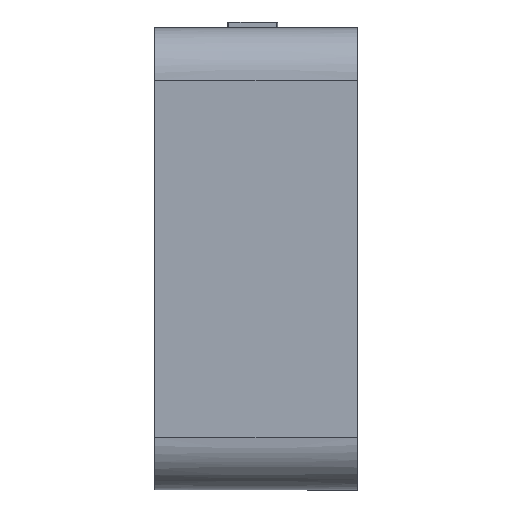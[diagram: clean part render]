
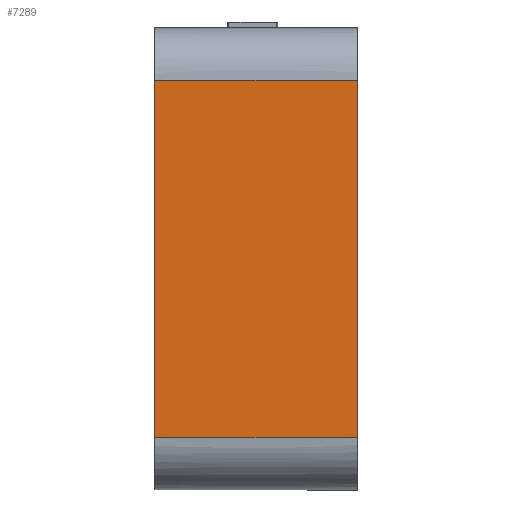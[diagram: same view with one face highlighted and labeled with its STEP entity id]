
A CAD part, left-side view. The second image highlights one B-rep face of the part: STEP entity #7289.
In plain terms, the highlighted planar face has unit normal (-1, 0, 0).
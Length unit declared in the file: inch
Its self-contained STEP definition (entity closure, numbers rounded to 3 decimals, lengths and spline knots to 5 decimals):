
#6256 = VERTEX_POINT ( 'NONE', #12419 ) ;
#6259 = EDGE_CURVE ( 'NONE', #6272, #6256, #12572, .T. ) ;
#6272 = VERTEX_POINT ( 'NONE', #12620 ) ;
#7271 = EDGE_CURVE ( 'NONE', #6272, #7295, #14832, .T. ) ;
#7285 = VERTEX_POINT ( 'NONE', #14900 ) ;
#7287 = EDGE_CURVE ( 'NONE', #6256, #7285, #14942, .T. ) ;
#7289 = ADVANCED_FACE ( 'NONE', ( #14938 ), #14937, .T. ) ;
#7290 = EDGE_LOOP ( 'NONE', ( #7291, #7292, #7293, #7296 ) ) ;
#7291 = ORIENTED_EDGE ( 'NONE', *, *, #6259, .T. ) ;
#7292 = ORIENTED_EDGE ( 'NONE', *, *, #7287, .T. ) ;
#7293 = ORIENTED_EDGE ( 'NONE', *, *, #7294, .T. ) ;
#7294 = EDGE_CURVE ( 'NONE', #7285, #7295, #14931, .T. ) ;
#7295 = VERTEX_POINT ( 'NONE', #14927 ) ;
#7296 = ORIENTED_EDGE ( 'NONE', *, *, #7271, .F. ) ;
#12419 = CARTESIAN_POINT ( 'NONE',  ( -6.30986, -4.25, 3.7404 ) ) ;
#12569 = DIRECTION ( 'NONE',  ( 0., 0., 1. ) ) ;
#12570 = VECTOR ( 'NONE', #12569, 39.37008 ) ;
#12571 = CARTESIAN_POINT ( 'NONE',  ( -6.30986, -4.25, 0. ) ) ;
#12572 = LINE ( 'NONE', #12571, #12570 ) ;
#12620 = CARTESIAN_POINT ( 'NONE',  ( -6.30986, -4.25, -3.7404 ) ) ;
#14829 = DIRECTION ( 'NONE',  ( 0., 1., 0. ) ) ;
#14830 = VECTOR ( 'NONE', #14829, 39.37008 ) ;
#14831 = CARTESIAN_POINT ( 'NONE',  ( -6.30986, -2.125, -3.7404 ) ) ;
#14832 = LINE ( 'NONE', #14831, #14830 ) ;
#14900 = CARTESIAN_POINT ( 'NONE',  ( -6.30986, 0., 3.7404 ) ) ;
#14927 = CARTESIAN_POINT ( 'NONE',  ( -6.30986, 0., -3.7404 ) ) ;
#14928 = DIRECTION ( 'NONE',  ( 0., 0., -1. ) ) ;
#14929 = VECTOR ( 'NONE', #14928, 39.37008 ) ;
#14930 = CARTESIAN_POINT ( 'NONE',  ( -6.30986, 0., 0. ) ) ;
#14931 = LINE ( 'NONE', #14930, #14929 ) ;
#14933 = DIRECTION ( 'NONE',  ( 0., 0., 1. ) ) ;
#14934 = DIRECTION ( 'NONE',  ( -1., 0., 0. ) ) ;
#14935 = CARTESIAN_POINT ( 'NONE',  ( -6.30986, -4.25, -3.7404 ) ) ;
#14936 = AXIS2_PLACEMENT_3D ( 'NONE', #14935, #14934, #14933 ) ;
#14937 = PLANE ( 'NONE',  #14936 ) ;
#14938 = FACE_OUTER_BOUND ( 'NONE', #7290, .T. ) ;
#14939 = DIRECTION ( 'NONE',  ( 0., 1., 0. ) ) ;
#14940 = VECTOR ( 'NONE', #14939, 39.37008 ) ;
#14941 = CARTESIAN_POINT ( 'NONE',  ( -6.30986, -2.125, 3.7404 ) ) ;
#14942 = LINE ( 'NONE', #14941, #14940 ) ;
